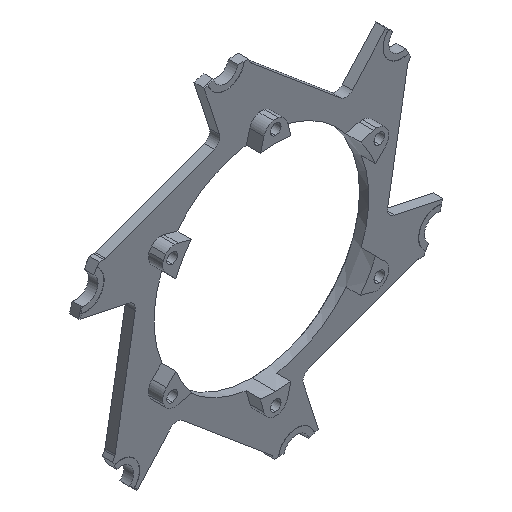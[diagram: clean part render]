
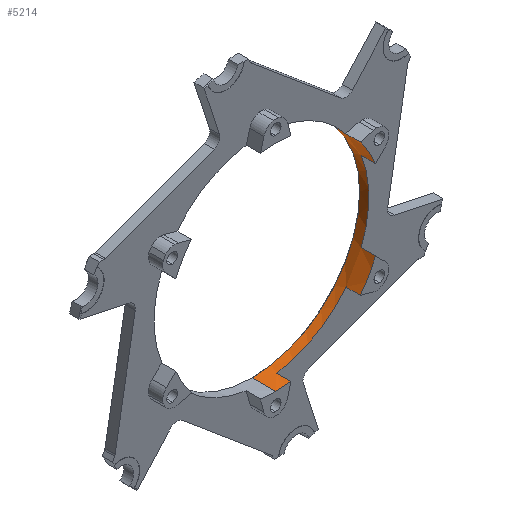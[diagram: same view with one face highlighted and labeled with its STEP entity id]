
A CAD part, isometric view. The second image highlights one B-rep face of the part: STEP entity #5214.
In plain terms, the highlighted cylindrical face has radius 64 mm (diameter 128 mm), a partial arc.
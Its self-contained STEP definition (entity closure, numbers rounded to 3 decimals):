
#16 = VECTOR ( 'NONE', #2773, 1000. ) ;
#70 = CARTESIAN_POINT ( 'NONE',  ( 0., 6., 0. ) ) ;
#83 = EDGE_CURVE ( 'NONE', #1355, #4142, #5062, .T. ) ;
#160 = ORIENTED_EDGE ( 'NONE', *, *, #4577, .F. ) ;
#257 = DIRECTION ( 'NONE',  ( 0., 1., 0. ) ) ;
#336 = CARTESIAN_POINT ( 'NONE',  ( 59.412, -8.5, -23.794 ) ) ;
#371 = EDGE_LOOP ( 'NONE', ( #5171, #3057, #2424, #160, #3534, #4863, #3799, #2764, #4346, #922, #4087, #1640, #3920, #1624, #4420, #4627 ) ) ;
#419 = DIRECTION ( 'NONE',  ( 0., 1., 0. ) ) ;
#514 = CARTESIAN_POINT ( 'NONE',  ( 0., -8.5, 0. ) ) ;
#517 = DIRECTION ( 'NONE',  ( 0., 1., 0. ) ) ;
#595 = VERTEX_POINT ( 'NONE', #1835 ) ;
#607 = AXIS2_PLACEMENT_3D ( 'NONE', #3892, #5159, #1460 ) ;
#623 = CARTESIAN_POINT ( 'NONE',  ( 59.412, -8.5, -23.794 ) ) ;
#674 = EDGE_CURVE ( 'NONE', #4942, #3949, #3665, .T. ) ;
#701 = CARTESIAN_POINT ( 'NONE',  ( 9.1, 0., -63.35 ) ) ;
#705 = LINE ( 'NONE', #3133, #5280 ) ;
#717 = CARTESIAN_POINT ( 'NONE',  ( 50.312, 0., 39.556 ) ) ;
#728 = CARTESIAN_POINT ( 'NONE',  ( 0., 5.5, 64. ) ) ;
#756 = VERTEX_POINT ( 'NONE', #4630 ) ;
#807 = DIRECTION ( 'NONE',  ( 0., 1., 0. ) ) ;
#815 = LINE ( 'NONE', #4075, #1148 ) ;
#907 = CARTESIAN_POINT ( 'NONE',  ( 0., 0., 0. ) ) ;
#922 = ORIENTED_EDGE ( 'NONE', *, *, #4233, .F. ) ;
#933 = CARTESIAN_POINT ( 'NONE',  ( 59.412, 0., -23.794 ) ) ;
#956 = EDGE_CURVE ( 'NONE', #979, #4382, #2308, .T. ) ;
#979 = VERTEX_POINT ( 'NONE', #2762 ) ;
#1024 = CIRCLE ( 'NONE', #2575, 64. ) ;
#1127 = DIRECTION ( 'NONE',  ( 0.866, 0., -0.5 ) ) ;
#1138 = VERTEX_POINT ( 'NONE', #3801 ) ;
#1148 = VECTOR ( 'NONE', #419, 1000. ) ;
#1165 = LINE ( 'NONE', #3675, #2082 ) ;
#1240 = DIRECTION ( 'NONE',  ( 0., 0., -1. ) ) ;
#1242 = CIRCLE ( 'NONE', #4837, 64. ) ;
#1341 = CIRCLE ( 'NONE', #2027, 64. ) ;
#1355 = VERTEX_POINT ( 'NONE', #336 ) ;
#1369 = CIRCLE ( 'NONE', #607, 64. ) ;
#1397 = DIRECTION ( 'NONE',  ( 0., 0., 1. ) ) ;
#1460 = DIRECTION ( 'NONE',  ( 0., 0., 1. ) ) ;
#1514 = CARTESIAN_POINT ( 'NONE',  ( 59.412, -8.5, 23.794 ) ) ;
#1534 = CARTESIAN_POINT ( 'NONE',  ( 50.312, -8.5, -39.556 ) ) ;
#1560 = LINE ( 'NONE', #1534, #16 ) ;
#1593 = CARTESIAN_POINT ( 'NONE',  ( 50.312, -8.5, -39.556 ) ) ;
#1624 = ORIENTED_EDGE ( 'NONE', *, *, #1674, .F. ) ;
#1640 = ORIENTED_EDGE ( 'NONE', *, *, #4934, .F. ) ;
#1666 = CARTESIAN_POINT ( 'NONE',  ( 0., 5.5, -64. ) ) ;
#1674 = EDGE_CURVE ( 'NONE', #4382, #3949, #1341, .T. ) ;
#1745 = CIRCLE ( 'NONE', #2439, 64. ) ;
#1748 = EDGE_CURVE ( 'NONE', #756, #3092, #705, .T. ) ;
#1761 = VERTEX_POINT ( 'NONE', #728 ) ;
#1835 = CARTESIAN_POINT ( 'NONE',  ( 0., -8.5, -64. ) ) ;
#1847 = DIRECTION ( 'NONE',  ( 0., 0., 1. ) ) ;
#1889 = DIRECTION ( 'NONE',  ( 0., -1., 0. ) ) ;
#1928 = CIRCLE ( 'NONE', #4231, 64. ) ;
#2027 = AXIS2_PLACEMENT_3D ( 'NONE', #3452, #5090, #1847 ) ;
#2053 = AXIS2_PLACEMENT_3D ( 'NONE', #907, #257, #3433 ) ;
#2082 = VECTOR ( 'NONE', #3645, 1000. ) ;
#2084 = DIRECTION ( 'NONE',  ( 0., 0., 1. ) ) ;
#2107 = DIRECTION ( 'NONE',  ( 0., 1., 0. ) ) ;
#2161 = CARTESIAN_POINT ( 'NONE',  ( 50.312, -8.5, 39.556 ) ) ;
#2278 = VERTEX_POINT ( 'NONE', #5235 ) ;
#2308 = LINE ( 'NONE', #5177, #2900 ) ;
#2397 = CYLINDRICAL_SURFACE ( 'NONE', #4608, 64. ) ;
#2424 = ORIENTED_EDGE ( 'NONE', *, *, #3405, .T. ) ;
#2439 = AXIS2_PLACEMENT_3D ( 'NONE', #3535, #4657, #1397 ) ;
#2441 = DIRECTION ( 'NONE',  ( 0.866, 0., 0.5 ) ) ;
#2443 = DIRECTION ( 'NONE',  ( 0., 1., 0. ) ) ;
#2492 = DIRECTION ( 'NONE',  ( 0., 1., 0. ) ) ;
#2575 = AXIS2_PLACEMENT_3D ( 'NONE', #4646, #807, #2441 ) ;
#2617 = EDGE_CURVE ( 'NONE', #1138, #979, #1745, .T. ) ;
#2644 = CARTESIAN_POINT ( 'NONE',  ( 0., 6., -64. ) ) ;
#2698 = EDGE_CURVE ( 'NONE', #1355, #3637, #1928, .T. ) ;
#2755 = EDGE_CURVE ( 'NONE', #2278, #3092, #1242, .T. ) ;
#2762 = CARTESIAN_POINT ( 'NONE',  ( 9.1, -8.5, 63.35 ) ) ;
#2764 = ORIENTED_EDGE ( 'NONE', *, *, #2698, .F. ) ;
#2767 = CARTESIAN_POINT ( 'NONE',  ( 9.1, 0., 63.35 ) ) ;
#2770 = VECTOR ( 'NONE', #2443, 1000. ) ;
#2773 = DIRECTION ( 'NONE',  ( 0., 1., 0. ) ) ;
#2808 = VECTOR ( 'NONE', #517, 1000. ) ;
#2900 = VECTOR ( 'NONE', #2492, 1000. ) ;
#2911 = DIRECTION ( 'NONE',  ( 0., 0., -1. ) ) ;
#3057 = ORIENTED_EDGE ( 'NONE', *, *, #5086, .T. ) ;
#3092 = VERTEX_POINT ( 'NONE', #701 ) ;
#3133 = CARTESIAN_POINT ( 'NONE',  ( 9.1, -8.5, -63.35 ) ) ;
#3261 = AXIS2_PLACEMENT_3D ( 'NONE', #514, #2107, #2911 ) ;
#3286 = DIRECTION ( 'NONE',  ( 0., 1., 0. ) ) ;
#3297 = FACE_OUTER_BOUND ( 'NONE', #371, .T. ) ;
#3405 = EDGE_CURVE ( 'NONE', #3716, #595, #3865, .T. ) ;
#3433 = DIRECTION ( 'NONE',  ( 0., 0., 1. ) ) ;
#3452 = CARTESIAN_POINT ( 'NONE',  ( 0., 0., 0. ) ) ;
#3523 = VERTEX_POINT ( 'NONE', #1514 ) ;
#3534 = ORIENTED_EDGE ( 'NONE', *, *, #1748, .T. ) ;
#3535 = CARTESIAN_POINT ( 'NONE',  ( 0., -8.5, 0. ) ) ;
#3561 = DIRECTION ( 'NONE',  ( 0., 1., 0. ) ) ;
#3581 = EDGE_CURVE ( 'NONE', #1761, #1138, #1165, .T. ) ;
#3637 = VERTEX_POINT ( 'NONE', #1593 ) ;
#3645 = DIRECTION ( 'NONE',  ( 0., -1., 0. ) ) ;
#3665 = LINE ( 'NONE', #5007, #2770 ) ;
#3671 = DIRECTION ( 'NONE',  ( 0., -1., 0. ) ) ;
#3674 = EDGE_CURVE ( 'NONE', #3523, #5113, #815, .T. ) ;
#3675 = CARTESIAN_POINT ( 'NONE',  ( 0., 6., 64. ) ) ;
#3716 = VERTEX_POINT ( 'NONE', #1666 ) ;
#3799 = ORIENTED_EDGE ( 'NONE', *, *, #4050, .F. ) ;
#3801 = CARTESIAN_POINT ( 'NONE',  ( 0., -8.5, 64. ) ) ;
#3855 = CIRCLE ( 'NONE', #3261, 64. ) ;
#3865 = LINE ( 'NONE', #2644, #5144 ) ;
#3892 = CARTESIAN_POINT ( 'NONE',  ( 0., 5.5, 0. ) ) ;
#3920 = ORIENTED_EDGE ( 'NONE', *, *, #674, .T. ) ;
#3949 = VERTEX_POINT ( 'NONE', #717 ) ;
#4050 = EDGE_CURVE ( 'NONE', #3637, #2278, #1560, .T. ) ;
#4075 = CARTESIAN_POINT ( 'NONE',  ( 59.412, -8.5, 23.794 ) ) ;
#4087 = ORIENTED_EDGE ( 'NONE', *, *, #3674, .F. ) ;
#4142 = VERTEX_POINT ( 'NONE', #933 ) ;
#4231 = AXIS2_PLACEMENT_3D ( 'NONE', #5200, #3561, #1127 ) ;
#4233 = EDGE_CURVE ( 'NONE', #5113, #4142, #4612, .T. ) ;
#4316 = CARTESIAN_POINT ( 'NONE',  ( 59.412, 0., 23.794 ) ) ;
#4346 = ORIENTED_EDGE ( 'NONE', *, *, #83, .T. ) ;
#4382 = VERTEX_POINT ( 'NONE', #2767 ) ;
#4420 = ORIENTED_EDGE ( 'NONE', *, *, #956, .F. ) ;
#4577 = EDGE_CURVE ( 'NONE', #756, #595, #3855, .T. ) ;
#4608 = AXIS2_PLACEMENT_3D ( 'NONE', #70, #3671, #1240 ) ;
#4612 = CIRCLE ( 'NONE', #2053, 64. ) ;
#4627 = ORIENTED_EDGE ( 'NONE', *, *, #2617, .F. ) ;
#4630 = CARTESIAN_POINT ( 'NONE',  ( 9.1, -8.5, -63.35 ) ) ;
#4646 = CARTESIAN_POINT ( 'NONE',  ( 0., -8.5, 0. ) ) ;
#4657 = DIRECTION ( 'NONE',  ( 0., 1., 0. ) ) ;
#4760 = DIRECTION ( 'NONE',  ( 0., 1., 0. ) ) ;
#4837 = AXIS2_PLACEMENT_3D ( 'NONE', #4923, #3286, #2084 ) ;
#4863 = ORIENTED_EDGE ( 'NONE', *, *, #2755, .F. ) ;
#4923 = CARTESIAN_POINT ( 'NONE',  ( 0., 0., 0. ) ) ;
#4934 = EDGE_CURVE ( 'NONE', #4942, #3523, #1024, .T. ) ;
#4942 = VERTEX_POINT ( 'NONE', #2161 ) ;
#5007 = CARTESIAN_POINT ( 'NONE',  ( 50.312, -8.5, 39.556 ) ) ;
#5062 = LINE ( 'NONE', #623, #2808 ) ;
#5086 = EDGE_CURVE ( 'NONE', #1761, #3716, #1369, .T. ) ;
#5090 = DIRECTION ( 'NONE',  ( 0., 1., 0. ) ) ;
#5113 = VERTEX_POINT ( 'NONE', #4316 ) ;
#5144 = VECTOR ( 'NONE', #1889, 1000. ) ;
#5159 = DIRECTION ( 'NONE',  ( 0., 1., 0. ) ) ;
#5171 = ORIENTED_EDGE ( 'NONE', *, *, #3581, .F. ) ;
#5177 = CARTESIAN_POINT ( 'NONE',  ( 9.1, -8.5, 63.35 ) ) ;
#5200 = CARTESIAN_POINT ( 'NONE',  ( 0., -8.5, 0. ) ) ;
#5214 = ADVANCED_FACE ( 'NONE', ( #3297 ), #2397, .F. ) ;
#5235 = CARTESIAN_POINT ( 'NONE',  ( 50.312, 0., -39.556 ) ) ;
#5280 = VECTOR ( 'NONE', #4760, 1000. ) ;
